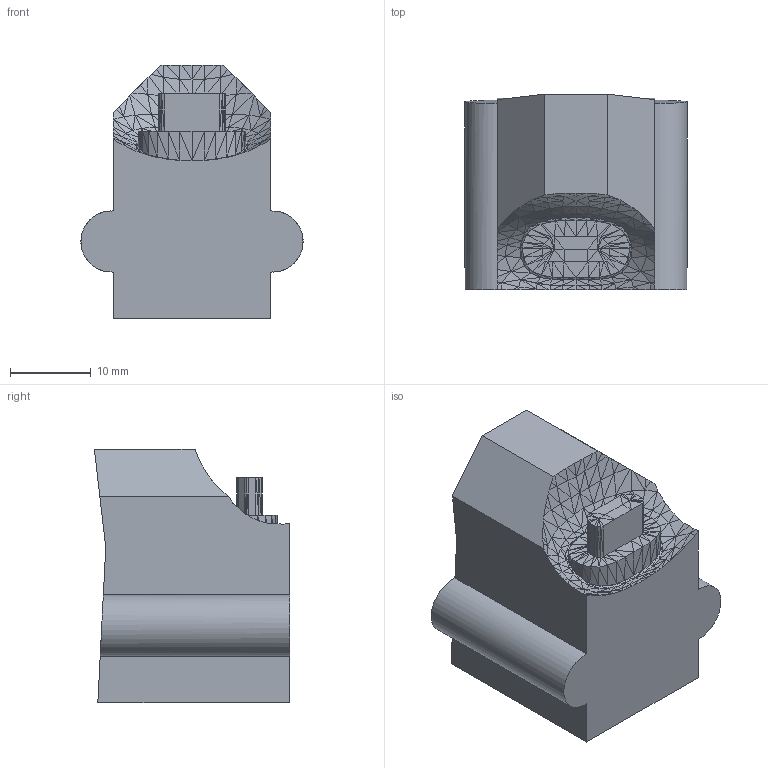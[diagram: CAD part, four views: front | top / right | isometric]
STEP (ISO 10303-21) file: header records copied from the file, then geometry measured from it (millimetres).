
FILE_DESCRIPTION(/* description */ (''),/* implementation_level */ '2;1');
FILE_NAME(/* name */ 'GenericBaseAddIn.stp',/* time_stamp */ '2016-04-15T20:47:11+02:00',/* author */ ('User'),/* organization */ (''),/* preprocessor_version */ 'ST-DEVELOPER v16.1',/* originating_system */ 'Autodesk Inventor 2016',/* authorisation */ '');
FILE_SCHEMA (('AUTOMOTIVE_DESIGN { 1 0 10303 214 3 1 1 }'));
Length unit declared in the file: millimetre
Products named in the file (1): GenericBaseAddIn
Bounding box: 27.6 x 24.25 x 31.52 mm (x, y, z)
Volume: 13457 mm3; surface area: 3726.7 mm2
Topology: 1 solids, 1 shells, 426 faces, 725 edges, 301 vertices
Faces by surface type: plane 424, cylinder 2
Entity records: 9541 total; most frequent: DIRECTION 1583, CARTESIAN_POINT 1453, ORIENTED_EDGE 1450, EDGE_CURVE 725, LINE 721, VECTOR 721, AXIS2_PLACEMENT_3D 431, FACE_OUTER_BOUND 426
